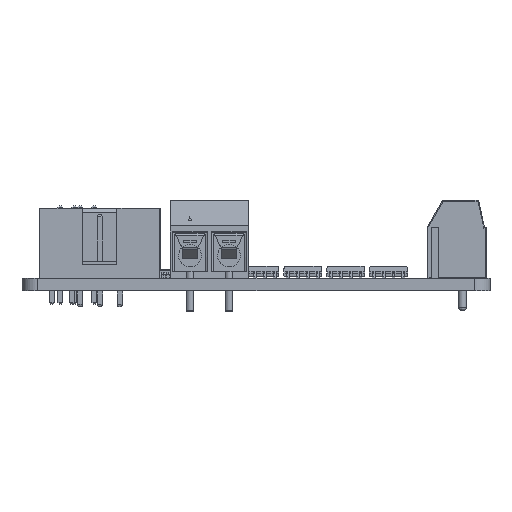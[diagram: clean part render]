
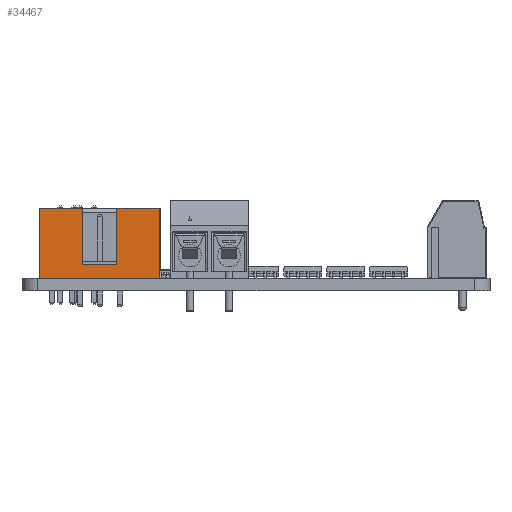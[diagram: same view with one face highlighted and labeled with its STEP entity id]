
A CAD part, left-side view. The second image highlights one B-rep face of the part: STEP entity #34467.
In plain terms, the highlighted planar face has unit normal (-1, 0, 0).
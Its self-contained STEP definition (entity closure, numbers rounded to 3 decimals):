
#2777=PLANE('',#37289);
#4550=FACE_OUTER_BOUND('',#6778,.T.);
#6778=EDGE_LOOP('',(#29293,#29294,#29295,#29296,#29297,#29298,#29299,#29300));
#9492=LINE('',#56920,#13092);
#9519=LINE('',#56974,#13119);
#9579=LINE('',#57092,#13179);
#9588=LINE('',#57110,#13188);
#9589=LINE('',#57112,#13189);
#9590=LINE('',#57113,#13190);
#9591=LINE('',#57115,#13191);
#9592=LINE('',#57116,#13192);
#13092=VECTOR('',#43876,1.);
#13119=VECTOR('',#43905,1.);
#13179=VECTOR('',#43987,1.);
#13188=VECTOR('',#44004,1.);
#13189=VECTOR('',#44005,1.);
#13190=VECTOR('',#44006,1.);
#13191=VECTOR('',#44007,1.);
#13192=VECTOR('',#44008,1.);
#17639=VERTEX_POINT('',#56917);
#17640=VERTEX_POINT('',#56919);
#17666=VERTEX_POINT('',#56973);
#17713=VERTEX_POINT('',#57090);
#17717=VERTEX_POINT('',#57108);
#17718=VERTEX_POINT('',#57109);
#17719=VERTEX_POINT('',#57111);
#17720=VERTEX_POINT('',#57114);
#21624=EDGE_CURVE('',#17640,#17639,#9492,.T.);
#21651=EDGE_CURVE('',#17640,#17666,#9519,.T.);
#21711=EDGE_CURVE('',#17639,#17713,#9579,.T.);
#21720=EDGE_CURVE('',#17717,#17718,#9588,.F.);
#21721=EDGE_CURVE('',#17718,#17719,#9589,.F.);
#21722=EDGE_CURVE('',#17719,#17666,#9590,.T.);
#21723=EDGE_CURVE('',#17713,#17720,#9591,.T.);
#21724=EDGE_CURVE('',#17720,#17717,#9592,.T.);
#29293=ORIENTED_EDGE('',*,*,#21720,.T.);
#29294=ORIENTED_EDGE('',*,*,#21721,.T.);
#29295=ORIENTED_EDGE('',*,*,#21722,.T.);
#29296=ORIENTED_EDGE('',*,*,#21651,.F.);
#29297=ORIENTED_EDGE('',*,*,#21624,.T.);
#29298=ORIENTED_EDGE('',*,*,#21711,.T.);
#29299=ORIENTED_EDGE('',*,*,#21723,.T.);
#29300=ORIENTED_EDGE('',*,*,#21724,.T.);
#34467=ADVANCED_FACE('',(#4550),#2777,.T.);
#37289=AXIS2_PLACEMENT_3D('',#57107,#44002,#44003);
#43876=DIRECTION('',(0.,-1.,0.));
#43905=DIRECTION('',(0.,0.,1.));
#43987=DIRECTION('',(0.,0.,1.));
#44002=DIRECTION('center_axis',(-1.,0.,0.));
#44003=DIRECTION('ref_axis',(0.,-1.,0.));
#44004=DIRECTION('',(0.,-1.,0.));
#44005=DIRECTION('',(0.,0.,-1.));
#44006=DIRECTION('',(0.,1.,0.));
#44007=DIRECTION('',(0.,1.,0.));
#44008=DIRECTION('',(0.,0.,-1.));
#56917=CARTESIAN_POINT('',(-4.401,-7.676,0.));
#56919=CARTESIAN_POINT('',(-4.401,7.744,0.));
#56920=CARTESIAN_POINT('',(-4.401,7.744,0.));
#56973=CARTESIAN_POINT('',(-4.401,7.744,9.));
#56974=CARTESIAN_POINT('',(-4.401,7.744,0.));
#57090=CARTESIAN_POINT('',(-4.401,-7.676,9.));
#57092=CARTESIAN_POINT('',(-4.401,-7.676,0.));
#57107=CARTESIAN_POINT('Origin',(-4.401,3.844,0.));
#57108=CARTESIAN_POINT('',(-4.401,-2.166,1.8));
#57109=CARTESIAN_POINT('',(-4.401,2.234,1.8));
#57110=CARTESIAN_POINT('',(-4.401,2.234,1.8));
#57111=CARTESIAN_POINT('',(-4.401,2.234,9.));
#57112=CARTESIAN_POINT('',(-4.401,2.234,9.));
#57113=CARTESIAN_POINT('',(-4.401,2.234,9.));
#57114=CARTESIAN_POINT('',(-4.401,-2.166,9.));
#57115=CARTESIAN_POINT('',(-4.401,-7.676,9.));
#57116=CARTESIAN_POINT('',(-4.401,-2.166,9.));
